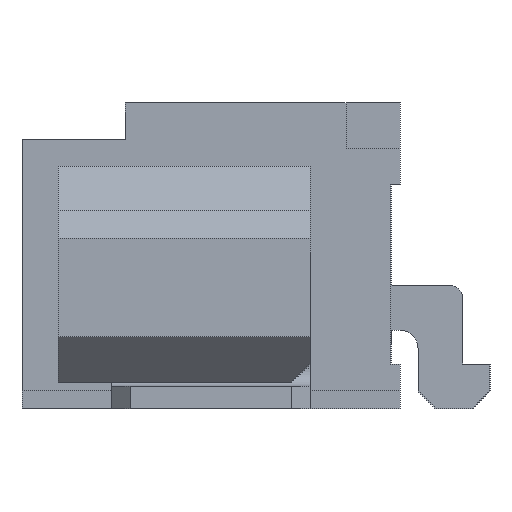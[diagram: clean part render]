
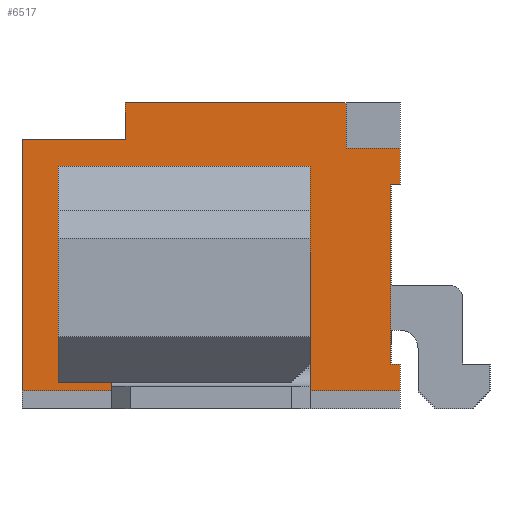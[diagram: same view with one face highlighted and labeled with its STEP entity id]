
A CAD part, left-side view. The second image highlights one B-rep face of the part: STEP entity #6517.
In plain terms, the highlighted planar face has unit normal (-1, 0, 0).
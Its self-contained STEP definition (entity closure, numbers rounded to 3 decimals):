
#105=DIRECTION('',(0.,0.,1.));
#106=VECTOR('',#105,0.3);
#107=CARTESIAN_POINT('',(-7.125,-3.225,-1.6));
#108=LINE('',#107,#106);
#249=DIRECTION('',(0.,0.,1.));
#250=VECTOR('',#249,0.4);
#251=CARTESIAN_POINT('',(-7.125,-3.225,0.7));
#252=LINE('',#251,#250);
#253=DIRECTION('',(0.,0.,1.));
#254=VECTOR('',#253,2.4);
#255=CARTESIAN_POINT('',(-7.125,-2.225,-1.5));
#256=LINE('',#255,#254);
#257=DIRECTION('',(0.,-1.,0.));
#258=VECTOR('',#257,2.8);
#259=CARTESIAN_POINT('',(-7.125,0.575,0.9));
#260=LINE('',#259,#258);
#261=DIRECTION('',(0.,0.,1.));
#262=VECTOR('',#261,2.4);
#263=CARTESIAN_POINT('',(-7.125,0.575,-1.5));
#264=LINE('',#263,#262);
#265=DIRECTION('',(0.,-1.,0.));
#266=VECTOR('',#265,2.8);
#267=CARTESIAN_POINT('',(-7.125,0.575,-1.5));
#268=LINE('',#267,#266);
#269=DIRECTION('',(0.,1.,0.));
#270=VECTOR('',#269,0.6);
#271=CARTESIAN_POINT('',(-7.125,-3.225,1.1));
#272=LINE('',#271,#270);
#273=DIRECTION('',(0.,1.,0.));
#274=VECTOR('',#273,0.1);
#275=CARTESIAN_POINT('',(-7.125,-3.225,0.7));
#276=LINE('',#275,#274);
#277=DIRECTION('',(0.,0.,1.));
#278=VECTOR('',#277,2.);
#279=CARTESIAN_POINT('',(-7.125,-3.125,-1.3));
#280=LINE('',#279,#278);
#281=DIRECTION('',(0.,1.,0.));
#282=VECTOR('',#281,0.1);
#283=CARTESIAN_POINT('',(-7.125,-3.225,-1.3));
#284=LINE('',#283,#282);
#285=DIRECTION('',(0.,-1.,0.));
#286=VECTOR('',#285,4.2);
#287=CARTESIAN_POINT('',(-7.125,0.975,-1.6));
#288=LINE('',#287,#286);
#289=DIRECTION('',(0.,0.,1.));
#290=VECTOR('',#289,2.8);
#291=CARTESIAN_POINT('',(-7.125,0.975,-1.6));
#292=LINE('',#291,#290);
#293=DIRECTION('',(0.,-1.,0.));
#294=VECTOR('',#293,1.15);
#295=CARTESIAN_POINT('',(-7.125,0.975,1.2));
#296=LINE('',#295,#294);
#297=DIRECTION('',(0.,0.,-1.));
#298=VECTOR('',#297,0.4);
#299=CARTESIAN_POINT('',(-7.125,-0.175,1.6));
#300=LINE('',#299,#298);
#301=DIRECTION('',(0.,0.,-1.));
#302=VECTOR('',#301,0.5);
#303=CARTESIAN_POINT('',(-7.125,-2.625,1.6));
#304=LINE('',#303,#302);
#1318=DIRECTION('',(0.,-1.,0.));
#1319=VECTOR('',#1318,2.45);
#1320=CARTESIAN_POINT('',(-7.125,-0.175,1.6));
#1321=LINE('',#1320,#1319);
#4743=CARTESIAN_POINT('',(-7.125,-0.175,1.6));
#4745=VERTEX_POINT('',#4743);
#4755=CARTESIAN_POINT('',(-7.125,0.975,1.2));
#4756=CARTESIAN_POINT('',(-7.125,-0.175,1.2));
#4757=VERTEX_POINT('',#4755);
#4758=VERTEX_POINT('',#4756);
#4799=CARTESIAN_POINT('',(-7.125,-2.225,-1.5));
#4800=CARTESIAN_POINT('',(-7.125,-2.225,0.9));
#4801=VERTEX_POINT('',#4799);
#4802=VERTEX_POINT('',#4800);
#4803=CARTESIAN_POINT('',(-7.125,0.575,0.9));
#4804=VERTEX_POINT('',#4803);
#4805=CARTESIAN_POINT('',(-7.125,0.575,-1.5));
#4806=VERTEX_POINT('',#4805);
#4947=CARTESIAN_POINT('',(-7.125,-3.225,-1.3));
#4948=CARTESIAN_POINT('',(-7.125,-3.125,-1.3));
#4949=VERTEX_POINT('',#4947);
#4950=VERTEX_POINT('',#4948);
#4951=CARTESIAN_POINT('',(-7.125,-3.125,0.7));
#4952=VERTEX_POINT('',#4951);
#4953=CARTESIAN_POINT('',(-7.125,-3.225,0.7));
#4954=VERTEX_POINT('',#4953);
#5053=CARTESIAN_POINT('',(-7.125,-2.625,1.6));
#5054=VERTEX_POINT('',#5053);
#5055=CARTESIAN_POINT('',(-7.125,-3.225,1.1));
#5056=CARTESIAN_POINT('',(-7.125,-2.625,1.1));
#5057=VERTEX_POINT('',#5055);
#5058=VERTEX_POINT('',#5056);
#5431=CARTESIAN_POINT('',(-7.125,0.975,-1.6));
#5432=CARTESIAN_POINT('',(-7.125,-3.225,-1.6));
#5433=VERTEX_POINT('',#5431);
#5434=VERTEX_POINT('',#5432);
#6479=CARTESIAN_POINT('',(-7.125,0.975,-1.8));
#6480=DIRECTION('',(-1.,0.,0.));
#6481=DIRECTION('',(0.,-1.,0.));
#6482=AXIS2_PLACEMENT_3D('',#6479,#6480,#6481);
#6483=PLANE('',#6482);
#6485=ORIENTED_EDGE('',*,*,#6484,.F.);
#6486=ORIENTED_EDGE('',*,*,#6459,.F.);
#6488=ORIENTED_EDGE('',*,*,#6487,.T.);
#6490=ORIENTED_EDGE('',*,*,#6489,.F.);
#6491=ORIENTED_EDGE('',*,*,#6469,.F.);
#6492=ORIENTED_EDGE('',*,*,#6355,.F.);
#6494=ORIENTED_EDGE('',*,*,#6493,.F.);
#6496=ORIENTED_EDGE('',*,*,#6495,.T.);
#6498=ORIENTED_EDGE('',*,*,#6497,.T.);
#6500=ORIENTED_EDGE('',*,*,#6499,.F.);
#6502=ORIENTED_EDGE('',*,*,#6501,.T.);
#6504=ORIENTED_EDGE('',*,*,#6503,.T.);
#6505=EDGE_LOOP('',(#6485,#6486,#6488,#6490,#6491,#6492,#6494,#6496,#6498,#6500,
#6502,#6504));
#6506=FACE_OUTER_BOUND('',#6505,.F.);
#6508=ORIENTED_EDGE('',*,*,#6507,.T.);
#6510=ORIENTED_EDGE('',*,*,#6509,.F.);
#6512=ORIENTED_EDGE('',*,*,#6511,.F.);
#6514=ORIENTED_EDGE('',*,*,#6513,.T.);
#6515=EDGE_LOOP('',(#6508,#6510,#6512,#6514));
#6516=FACE_BOUND('',#6515,.F.);
#6517=ADVANCED_FACE('',(#6506,#6516),#6483,.T.);
#6355=EDGE_CURVE('',#5434,#4949,#108,.T.);
#6459=EDGE_CURVE('',#4954,#5057,#252,.T.);
#6469=EDGE_CURVE('',#4949,#4950,#284,.T.);
#6484=EDGE_CURVE('',#5057,#5058,#272,.T.);
#6487=EDGE_CURVE('',#4954,#4952,#276,.T.);
#6489=EDGE_CURVE('',#4950,#4952,#280,.T.);
#6493=EDGE_CURVE('',#5433,#5434,#288,.T.);
#6495=EDGE_CURVE('',#5433,#4757,#292,.T.);
#6497=EDGE_CURVE('',#4757,#4758,#296,.T.);
#6499=EDGE_CURVE('',#4745,#4758,#300,.T.);
#6501=EDGE_CURVE('',#4745,#5054,#1321,.T.);
#6503=EDGE_CURVE('',#5054,#5058,#304,.T.);
#6507=EDGE_CURVE('',#4801,#4802,#256,.T.);
#6509=EDGE_CURVE('',#4804,#4802,#260,.T.);
#6511=EDGE_CURVE('',#4806,#4804,#264,.T.);
#6513=EDGE_CURVE('',#4806,#4801,#268,.T.);
